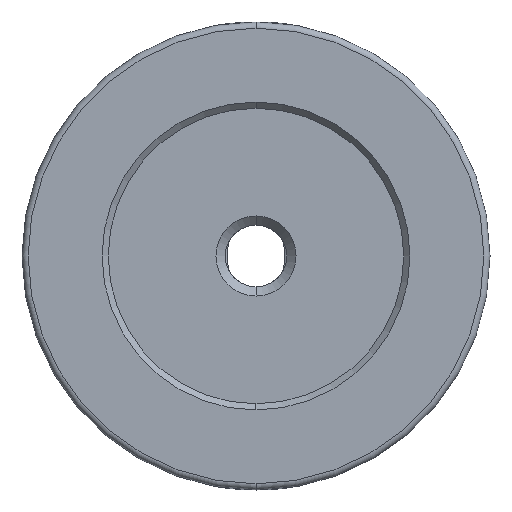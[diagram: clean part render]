
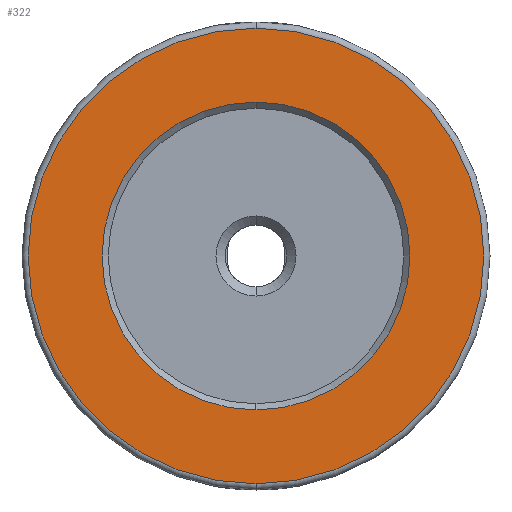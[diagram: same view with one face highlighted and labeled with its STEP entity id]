
A CAD part, front view. The second image highlights one B-rep face of the part: STEP entity #322.
In plain terms, the highlighted planar face has unit normal (0, -1, 0).
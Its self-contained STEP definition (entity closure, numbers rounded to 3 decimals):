
#31 = DIRECTION ( 'NONE',  ( 0., 0., 1. ) ) ;
#56 = CARTESIAN_POINT ( 'NONE',  ( 0., -12.5, -12.5 ) ) ;
#57 = DIRECTION ( 'NONE',  ( 0., 0., 1. ) ) ;
#61 = VERTEX_POINT ( 'NONE', #279 ) ;
#83 = CARTESIAN_POINT ( 'NONE',  ( 0., -12.5, 18.5 ) ) ;
#125 = CARTESIAN_POINT ( 'NONE',  ( 0., -12.5, 0. ) ) ;
#140 = EDGE_CURVE ( 'NONE', #901, #568, #1184, .T. ) ;
#151 = AXIS2_PLACEMENT_3D ( 'NONE', #622, #1004, #433 ) ;
#246 = PLANE ( 'NONE',  #151 ) ;
#252 = EDGE_LOOP ( 'NONE', ( #576, #367 ) ) ;
#258 = CIRCLE ( 'NONE', #716, 18.5 ) ;
#265 = EDGE_CURVE ( 'NONE', #568, #901, #782, .T. ) ;
#279 = CARTESIAN_POINT ( 'NONE',  ( 0., -12.5, -18.5 ) ) ;
#308 = CARTESIAN_POINT ( 'NONE',  ( 0., -12.5, 12.5 ) ) ;
#320 = DIRECTION ( 'NONE',  ( 0., 1., 0. ) ) ;
#322 = ADVANCED_FACE ( 'NONE', ( #721, #1100 ), #246, .F. ) ;
#367 = ORIENTED_EDGE ( 'NONE', *, *, #265, .T. ) ;
#399 = DIRECTION ( 'NONE',  ( 0., -1., 0. ) ) ;
#431 = VERTEX_POINT ( 'NONE', #83 ) ;
#433 = DIRECTION ( 'NONE',  ( 0., 0., 1. ) ) ;
#503 = CARTESIAN_POINT ( 'NONE',  ( 0., -12.5, 0. ) ) ;
#524 = EDGE_LOOP ( 'NONE', ( #1157, #1021 ) ) ;
#568 = VERTEX_POINT ( 'NONE', #56 ) ;
#576 = ORIENTED_EDGE ( 'NONE', *, *, #140, .T. ) ;
#594 = DIRECTION ( 'NONE',  ( 0., 0., 1. ) ) ;
#622 = CARTESIAN_POINT ( 'NONE',  ( 0., -12.5, 0. ) ) ;
#716 = AXIS2_PLACEMENT_3D ( 'NONE', #125, #1073, #594 ) ;
#721 = FACE_BOUND ( 'NONE', #252, .T. ) ;
#733 = AXIS2_PLACEMENT_3D ( 'NONE', #899, #1211, #57 ) ;
#777 = DIRECTION ( 'NONE',  ( 0., 0., 1. ) ) ;
#782 = CIRCLE ( 'NONE', #733, 12.5 ) ;
#899 = CARTESIAN_POINT ( 'NONE',  ( 0., -12.5, 0. ) ) ;
#901 = VERTEX_POINT ( 'NONE', #308 ) ;
#966 = CIRCLE ( 'NONE', #1212, 18.5 ) ;
#975 = CARTESIAN_POINT ( 'NONE',  ( 0., -12.5, 0. ) ) ;
#1004 = DIRECTION ( 'NONE',  ( 0., 1., 0. ) ) ;
#1021 = ORIENTED_EDGE ( 'NONE', *, *, #1190, .T. ) ;
#1073 = DIRECTION ( 'NONE',  ( 0., -1., 0. ) ) ;
#1100 = FACE_OUTER_BOUND ( 'NONE', #524, .T. ) ;
#1157 = ORIENTED_EDGE ( 'NONE', *, *, #1177, .T. ) ;
#1177 = EDGE_CURVE ( 'NONE', #431, #61, #258, .T. ) ;
#1184 = CIRCLE ( 'NONE', #1227, 12.5 ) ;
#1190 = EDGE_CURVE ( 'NONE', #61, #431, #966, .T. ) ;
#1211 = DIRECTION ( 'NONE',  ( 0., 1., 0. ) ) ;
#1212 = AXIS2_PLACEMENT_3D ( 'NONE', #975, #399, #777 ) ;
#1227 = AXIS2_PLACEMENT_3D ( 'NONE', #503, #320, #31 ) ;
